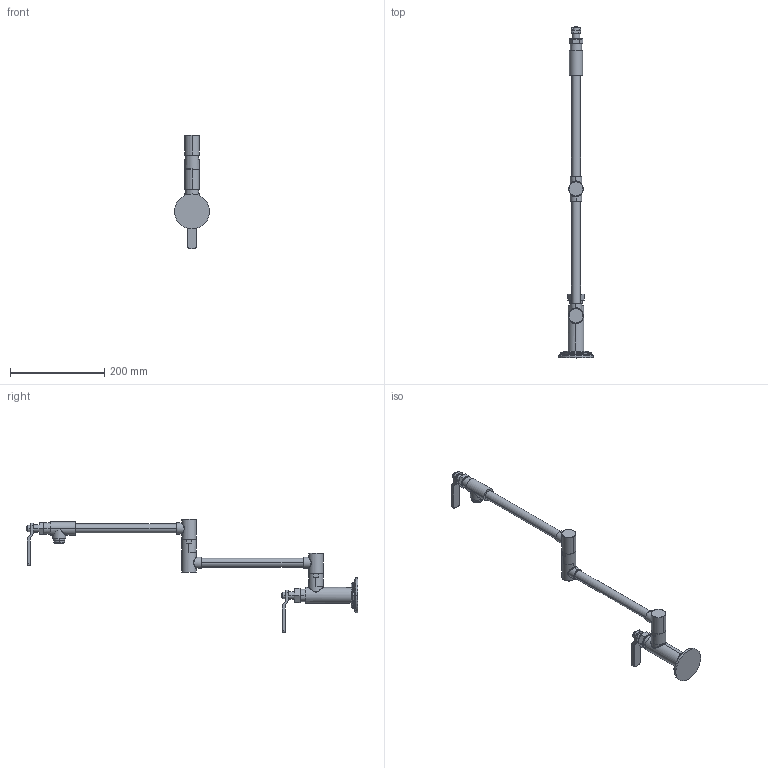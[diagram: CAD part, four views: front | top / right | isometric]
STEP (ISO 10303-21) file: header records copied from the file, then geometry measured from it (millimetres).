
FILE_DESCRIPTION((''),'2;1');
FILE_NAME('3220-5503','2020-12-01T14:13:09',('jinson.thomas'),(''),'CREO PARAMETRIC BY PTC INC, 2018400','CREO PARAMETRIC BY PTC INC, 2018400','');
FILE_SCHEMA(('CONFIG_CONTROL_DESIGN'));
Length unit declared in the file: inch
Products named in the file (1): 3220-5503
Bounding box: 74.17 x 702.4 x 241.11 mm (x, y, z)
Volume: 509243.4 mm3; surface area: 92341.3 mm2
Topology: 1 solids, 1 shells, 750 faces, 1815 edges, 1103 vertices
Faces by surface type: cylinder 203, plane 175, extrusion 170, torus 106, bspline 66, sphere 28, cone 2
Entity records: 27494 total; most frequent: CARTESIAN_POINT 10591, ORIENTED_EDGE 3630, DIRECTION 3242, EDGE_CURVE 1815, AXIS2_PLACEMENT_3D 1168, VERTEX_POINT 1103, VECTOR 906, EDGE_LOOP 786
